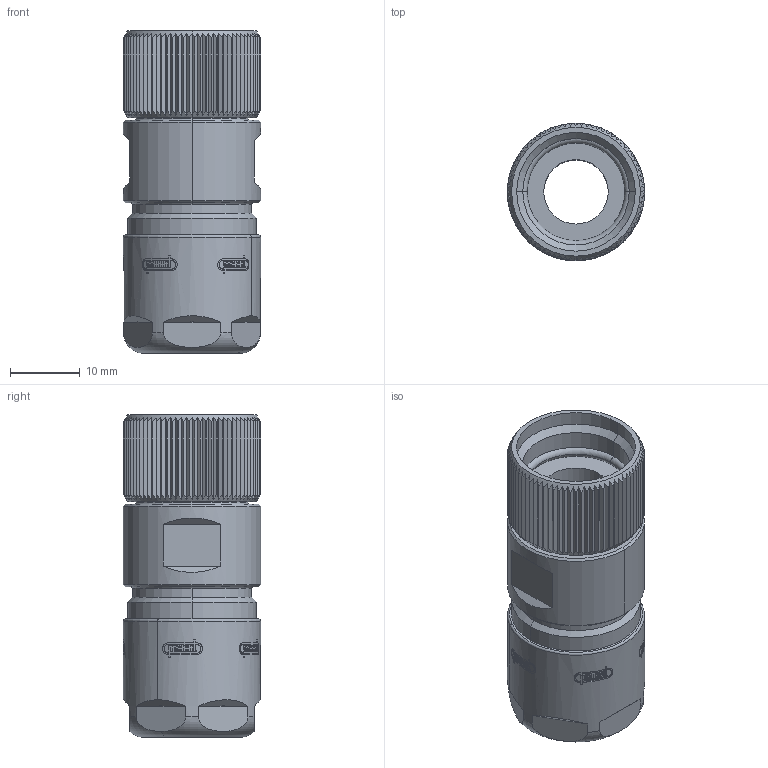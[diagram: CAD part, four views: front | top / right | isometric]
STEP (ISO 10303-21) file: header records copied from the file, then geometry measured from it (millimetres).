
FILE_DESCRIPTION (( 'STEP AP214' ), '1' );
FILE_NAME ('7814400000.STEP', '2014-08-05T08:17:42', ( '' ), ( '' ), 'SwSTEP 2.0', 'SolidWorks 2013', '' );
FILE_SCHEMA (( 'AUTOMOTIVE_DESIGN' ));
Length unit declared in the file: millimetre
Products named in the file (1): 7814400000
Bounding box: 19.7 x 19.7 x 46.35 mm (x, y, z)
Volume: 9408.9 mm3; surface area: 5248.7 mm2
Topology: 1 solids, 1 shells, 719 faces, 2016 edges, 1336 vertices
Faces by surface type: plane 547, cylinder 122, bspline 20, cone 18, torus 12
Entity records: 24874 total; most frequent: CARTESIAN_POINT 6588, ORIENTED_EDGE 4032, DIRECTION 3612, EDGE_CURVE 2016, VERTEX_POINT 1336, AXIS2_PLACEMENT_3D 1312, LINE 988, VECTOR 988
